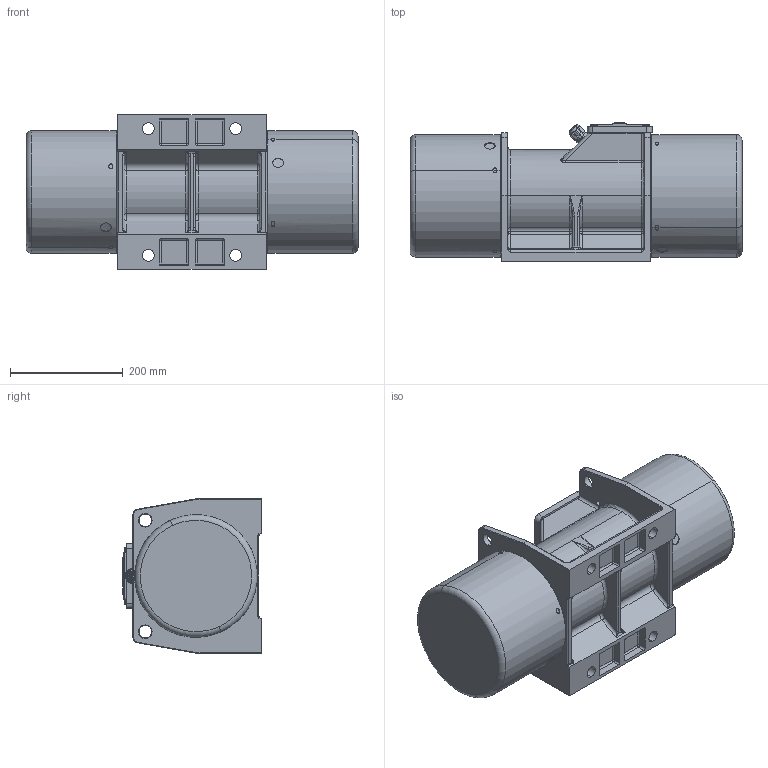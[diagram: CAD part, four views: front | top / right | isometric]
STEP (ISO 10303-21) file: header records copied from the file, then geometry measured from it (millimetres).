
FILE_DESCRIPTION (( 'STEP AP214' ), '1' );
FILE_NAME ('VEMS_100-4-282.STEP', '2019-01-18T07:17:21', ( '' ), ( '' ), 'SwSTEP 2.0', 'SolidWorks 2018', '' );
FILE_SCHEMA (( 'AUTOMOTIVE_DESIGN' ));
Length unit declared in the file: millimetre
Products named in the file (9): VEMS_MuhafazaTasý_100_LFe105_DOLU; Rakor_Komple-Ara_Pg13,5_Varsay考an; Rakor_Þapka_Pg13,5; Civata_Alt齂鳋e_M6x15xTP_ISO 4014 - M5 x 30 x 16-N; VEMS_100-4-282; Rakor_Tapa_Pg13,5; Rakor_Gövde_Pg13,5; VEMS_Gövde_Ýþlenmiþ_100_DOLU; VEMS_KlemensKutusuKapaðý_Ham_112_DOLU
Assembly tree (12 placements, depth 3):
  VEMS_100-4-282
    VEMS_Gövde_Ýþlenmiþ_100_DOLU
    VEMS_KlemensKutusuKapaðý_Ham_112_DOLU
    Rakor_Komple-Ara_Pg13,5_Varsay考an
      Rakor_Gövde_Pg13,5
      Rakor_Tapa_Pg13,5
      Rakor_Þapka_Pg13,5
    Civata_Alt齂鳋e_M6x15xTP_ISO 4014 - M5 x 30 x 16-N  x4
    VEMS_MuhafazaTasý_100_LFe105_DOLU  x2
Bounding box: 590 x 246 x 274 mm (x, y, z)
Volume: 19950479.9 mm3; surface area: 894881.3 mm2
Topology: 11 solids, 11 shells, 1088 faces, 2755 edges, 1673 vertices
Faces by surface type: plane 431, cylinder 328, bspline 130, torus 111, cone 46, sphere 42
Entity records: 35876 total; most frequent: CARTESIAN_POINT 12763, ORIENTED_EDGE 4864, DIRECTION 4462, EDGE_CURVE 2432, AXIS2_PLACEMENT_3D 1630, VERTEX_POINT 1515, VECTOR 1202, LINE 1202
